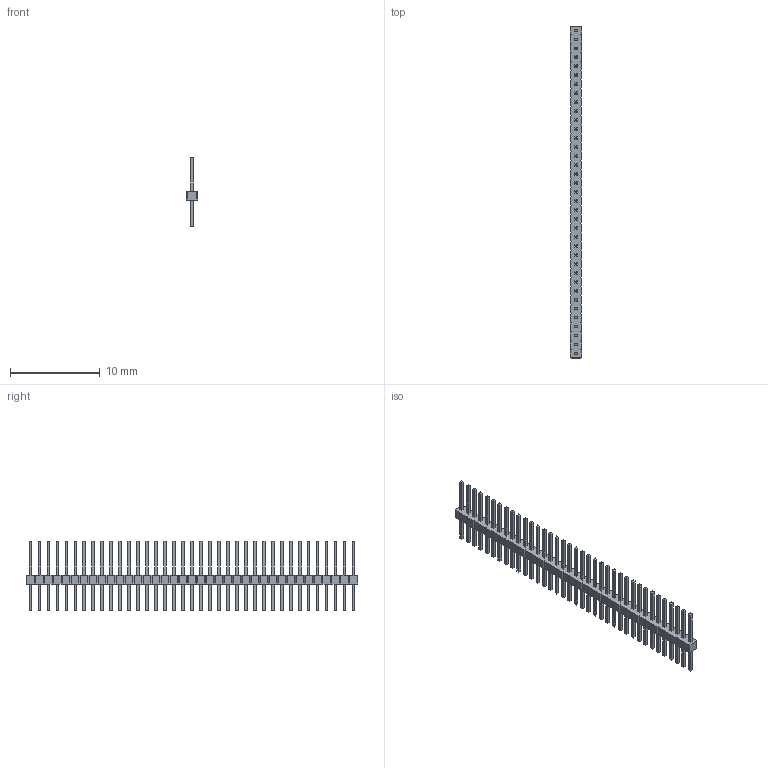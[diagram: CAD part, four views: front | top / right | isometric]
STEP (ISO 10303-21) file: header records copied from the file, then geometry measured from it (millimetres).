
FILE_DESCRIPTION(/* description */ ('model of Pin_Header_Straight_1x37_Pitch1.00mm'),/* implementation_level */ '2;1');
FILE_NAME(/* name */ 'Pin_Header_Straight_1x37_Pitch1.00mm.step',/* time_stamp */ '2017-09-10T18:44:31',/* author */ ('kicad StepUp','ksu'),/* organization */ ('FreeCAD'),/* preprocessor_version */ 'OCC',/* originating_system */ 'kicad StepUp',/* authorisation */ '');
FILE_SCHEMA(('AUTOMOTIVE_DESIGN { 1 0 10303 214 1 1 1 1 }'));
Length unit declared in the file: millimetre
Products named in the file (1): Pin_Header_Straight_1x37_Pitch100mm
Bounding box: 1.27 x 37 x 7.8 mm (x, y, z)
Volume: 68.7 mm3; surface area: 471.7 mm2
Topology: 1 solids, 1 shells, 892 faces, 2152 edges, 1336 vertices
Faces by surface type: plane 892
Entity records: 31285 total; most frequent: CARTESIAN_POINT 4381, ORIENTED_EDGE 4304, DIRECTION 3938, EDGE_CURVE 2152, LINE 2152, VECTOR 2152, VERTEX_POINT 1336, FACE_BOUND 966
